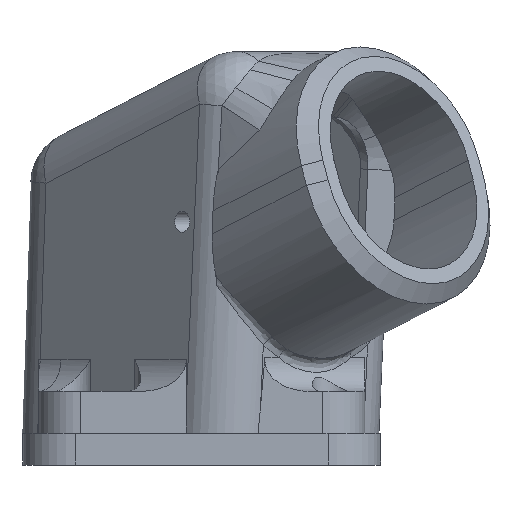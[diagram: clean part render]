
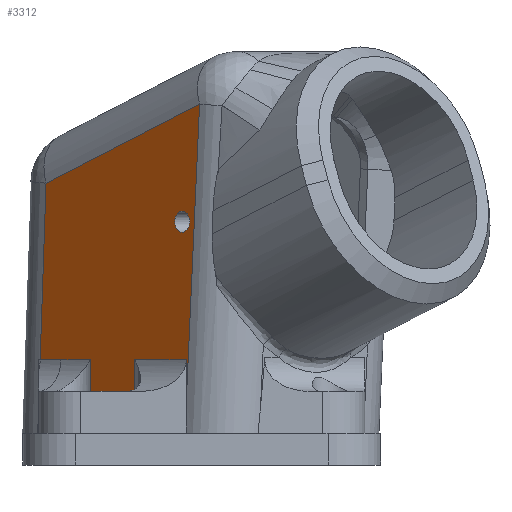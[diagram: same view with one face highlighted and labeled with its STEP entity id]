
A CAD part, front view. The second image highlights one B-rep face of the part: STEP entity #3312.
In plain terms, the highlighted planar face has unit normal (-0.707, -0.707, 0).
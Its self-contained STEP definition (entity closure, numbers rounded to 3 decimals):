
#113=CIRCLE('',#3631,1.005);
#151=FACE_BOUND('',#691,.T.);
#203=PLANE('',#3630);
#488=FACE_OUTER_BOUND('',#690,.T.);
#690=EDGE_LOOP('',(#2871,#2872,#2873,#2874,#2875,#2876,#2877,#2878,#2879,
#2880));
#691=EDGE_LOOP('',(#2881));
#879=LINE('',#5593,#1140);
#1002=LINE('',#6126,#1263);
#1022=LINE('',#6315,#1283);
#1028=LINE('',#6346,#1289);
#1029=LINE('',#6351,#1290);
#1030=LINE('',#6390,#1291);
#1033=LINE('',#6398,#1294);
#1034=LINE('',#6399,#1295);
#1035=LINE('',#6400,#1296);
#1036=LINE('',#6401,#1297);
#1140=VECTOR('',#3913,10.);
#1263=VECTOR('',#4294,10.);
#1283=VECTOR('',#4370,10.);
#1289=VECTOR('',#4386,10.);
#1290=VECTOR('',#4391,10.);
#1291=VECTOR('',#4400,10.);
#1294=VECTOR('',#4409,10.);
#1295=VECTOR('',#4410,10.);
#1296=VECTOR('',#4411,10.);
#1297=VECTOR('',#4412,10.);
#1456=VERTEX_POINT('',#5590);
#1457=VERTEX_POINT('',#5592);
#1606=VERTEX_POINT('',#6124);
#1607=VERTEX_POINT('',#6125);
#1627=VERTEX_POINT('',#6295);
#1630=VERTEX_POINT('',#6313);
#1635=VERTEX_POINT('',#6329);
#1636=VERTEX_POINT('',#6331);
#1638=VERTEX_POINT('',#6350);
#1640=VERTEX_POINT('',#6389);
#1643=VERTEX_POINT('',#6402);
#1817=EDGE_CURVE('',#1456,#1457,#879,.T.);
#2024=EDGE_CURVE('',#1606,#1607,#1002,.T.);
#2066=EDGE_CURVE('',#1630,#1627,#1022,.T.);
#2076=EDGE_CURVE('',#1636,#1635,#1028,.T.);
#2078=EDGE_CURVE('',#1635,#1638,#1029,.T.);
#2083=EDGE_CURVE('',#1638,#1640,#1030,.T.);
#2088=EDGE_CURVE('',#1457,#1630,#1033,.T.);
#2089=EDGE_CURVE('',#1640,#1456,#1034,.T.);
#2090=EDGE_CURVE('',#1607,#1636,#1035,.T.);
#2091=EDGE_CURVE('',#1627,#1606,#1036,.T.);
#2092=EDGE_CURVE('',#1643,#1643,#113,.T.);
#2871=ORIENTED_EDGE('',*,*,#2088,.F.);
#2872=ORIENTED_EDGE('',*,*,#1817,.F.);
#2873=ORIENTED_EDGE('',*,*,#2089,.F.);
#2874=ORIENTED_EDGE('',*,*,#2083,.F.);
#2875=ORIENTED_EDGE('',*,*,#2078,.F.);
#2876=ORIENTED_EDGE('',*,*,#2076,.F.);
#2877=ORIENTED_EDGE('',*,*,#2090,.F.);
#2878=ORIENTED_EDGE('',*,*,#2024,.F.);
#2879=ORIENTED_EDGE('',*,*,#2091,.F.);
#2880=ORIENTED_EDGE('',*,*,#2066,.F.);
#2881=ORIENTED_EDGE('',*,*,#2092,.T.);
#3312=ADVANCED_FACE('',(#488,#151),#203,.T.);
#3630=AXIS2_PLACEMENT_3D('',#6397,#4407,#4408);
#3631=AXIS2_PLACEMENT_3D('',#6403,#4413,#4414);
#3913=DIRECTION('',(-0.044,0.044,-0.998));
#4294=DIRECTION('',(-0.707,0.707,0.));
#4370=DIRECTION('',(-0.707,0.707,0.));
#4386=DIRECTION('',(-0.707,0.707,0.));
#4391=DIRECTION('',(-0.707,0.707,0.));
#4400=DIRECTION('',(0.033,-0.033,0.999));
#4407=DIRECTION('center_axis',(-0.707,-0.707,0.));
#4408=DIRECTION('ref_axis',(0.707,-0.707,0.));
#4409=DIRECTION('',(0.,0.,1.));
#4410=DIRECTION('',(0.664,-0.664,0.342));
#4411=DIRECTION('',(0.,0.,1.));
#4412=DIRECTION('',(0.,0.,-1.));
#4413=DIRECTION('center_axis',(0.707,0.707,0.));
#4414=DIRECTION('ref_axis',(0.707,-0.707,0.));
#5590=CARTESIAN_POINT('',(-0.205,-16.766,35.302));
#5592=CARTESIAN_POINT('',(-1.471,-15.5,6.892));
#5593=CARTESIAN_POINT('',(-0.467,-16.503,29.41));
#6124=CARTESIAN_POINT('',(-6.385,-10.586,3.));
#6125=CARTESIAN_POINT('',(-10.586,-6.385,3.));
#6126=CARTESIAN_POINT('',(-18.992,2.022,3.));
#6295=CARTESIAN_POINT('',(-6.385,-10.586,11.));
#6313=CARTESIAN_POINT('',(-1.471,-15.5,11.));
#6315=CARTESIAN_POINT('',(-8.158,-8.813,11.));
#6329=CARTESIAN_POINT('',(-13.379,-3.592,11.));
#6331=CARTESIAN_POINT('',(-10.586,-6.385,11.));
#6346=CARTESIAN_POINT('',(-8.158,-8.813,11.));
#6350=CARTESIAN_POINT('',(-15.353,-1.618,11.));
#6351=CARTESIAN_POINT('',(-8.158,-8.813,11.));
#6389=CARTESIAN_POINT('',(-14.795,-2.176,27.792));
#6390=CARTESIAN_POINT('',(-15.18,-1.79,16.193));
#6397=CARTESIAN_POINT('Origin',(-7.831,-9.14,24.151));
#6398=CARTESIAN_POINT('',(-1.471,-15.5,13.575));
#6399=CARTESIAN_POINT('',(-12.134,-4.837,29.161));
#6400=CARTESIAN_POINT('',(-10.586,-6.385,13.575));
#6401=CARTESIAN_POINT('',(-6.385,-10.586,13.575));
#6402=CARTESIAN_POINT('',(-2.561,-14.409,24.113));
#6403=CARTESIAN_POINT('Origin',(-1.851,-15.12,24.113));
